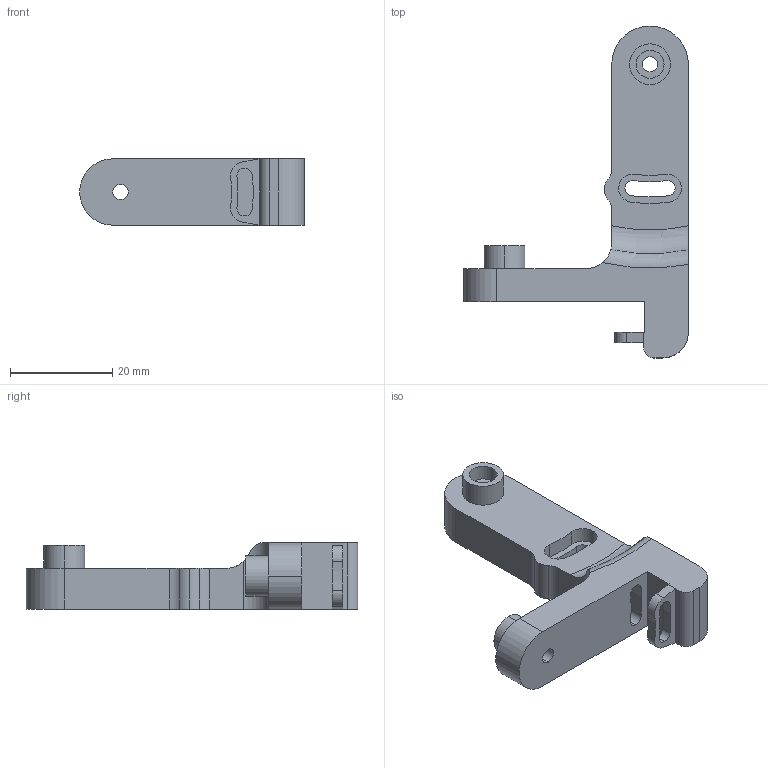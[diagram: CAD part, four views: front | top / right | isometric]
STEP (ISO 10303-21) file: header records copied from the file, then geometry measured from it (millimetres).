
FILE_DESCRIPTION (( 'STEP AP203' ), '1' );
FILE_NAME ('leg_top.STEP', '2025-04-08T19:05:47', ( '' ), ( '' ), 'SwSTEP 2.0', 'SolidWorks 2023', '' );
FILE_SCHEMA (( 'CONFIG_CONTROL_DESIGN' ));
Length unit declared in the file: millimetre
Products named in the file (1): leg_top
Bounding box: 44 x 65 x 13 mm (x, y, z)
Volume: 10458 mm3; surface area: 5197.4 mm2
Topology: 1 solids, 1 shells, 68 faces, 178 edges, 118 vertices
Faces by surface type: cylinder 45, plane 21, torus 2
Entity records: 2275 total; most frequent: CARTESIAN_POINT 418, DIRECTION 404, ORIENTED_EDGE 356, EDGE_CURVE 178, AXIS2_PLACEMENT_3D 162, VERTEX_POINT 118, CIRCLE 93, EDGE_LOOP 82
